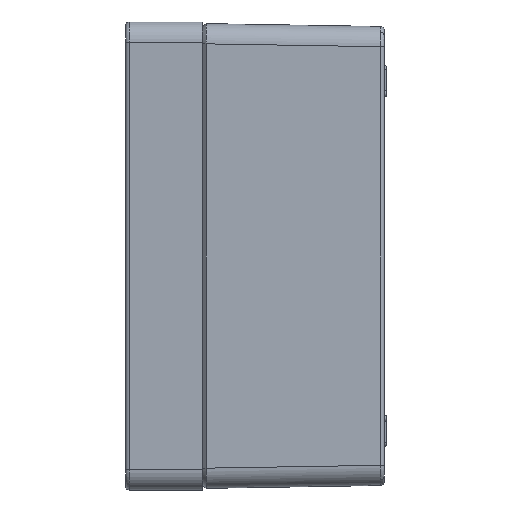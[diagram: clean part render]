
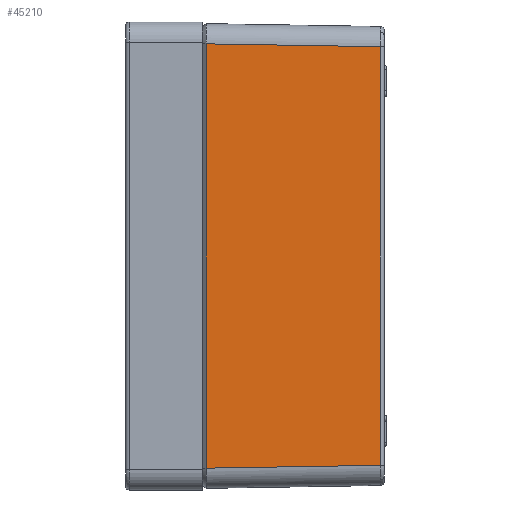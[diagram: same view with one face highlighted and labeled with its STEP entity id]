
A CAD part, left-side view. The second image highlights one B-rep face of the part: STEP entity #45210.
In plain terms, the highlighted planar face has unit normal (-1, -0.016, 0).
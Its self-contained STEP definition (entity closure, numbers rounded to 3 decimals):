
#917 = CARTESIAN_POINT ( 'NONE',  ( -164.938, -3.8, 104.939 ) ) ;
#7496 = DIRECTION ( 'NONE',  ( 0.016, -1., 0. ) ) ;
#9478 = DIRECTION ( 'NONE',  ( 0.016, -1., 0.016 ) ) ;
#11663 = CARTESIAN_POINT ( 'NONE',  ( -164.938, -3.8, -104.969 ) ) ;
#12038 = EDGE_CURVE ( 'NONE', #12134, #36845, #21324, .T. ) ;
#12134 = VERTEX_POINT ( 'NONE', #16908 ) ;
#12974 = LINE ( 'NONE', #27733, #36819 ) ;
#13229 = EDGE_CURVE ( 'NONE', #36845, #55359, #12974, .T. ) ;
#16908 = CARTESIAN_POINT ( 'NONE',  ( -163.531, -90.033, -103.532 ) ) ;
#21324 = LINE ( 'NONE', #38577, #33974 ) ;
#21696 = ORIENTED_EDGE ( 'NONE', *, *, #13229, .T. ) ;
#22250 = CARTESIAN_POINT ( 'NONE',  ( -163.531, -90.033, 103.532 ) ) ;
#25955 = VECTOR ( 'NONE', #9478, 1000. ) ;
#26051 = VERTEX_POINT ( 'NONE', #44107 ) ;
#26196 = AXIS2_PLACEMENT_3D ( 'NONE', #31217, #36004, #7496 ) ;
#27429 = LINE ( 'NONE', #52334, #25955 ) ;
#27733 = CARTESIAN_POINT ( 'NONE',  ( -164.941, -3.589, 104.943 ) ) ;
#31217 = CARTESIAN_POINT ( 'NONE',  ( -165., 0., -115. ) ) ;
#33974 = VECTOR ( 'NONE', #52899, 1000. ) ;
#34050 = EDGE_LOOP ( 'NONE', ( #46551, #59174, #21696, #43429 ) ) ;
#36004 = DIRECTION ( 'NONE',  ( -1., -0.016, 0. ) ) ;
#36819 = VECTOR ( 'NONE', #37307, 1000. ) ;
#36845 = VERTEX_POINT ( 'NONE', #22250 ) ;
#37307 = DIRECTION ( 'NONE',  ( -0.016, 1., 0.016 ) ) ;
#38577 = CARTESIAN_POINT ( 'NONE',  ( -163.531, -90.033, 103.5 ) ) ;
#39380 = FACE_OUTER_BOUND ( 'NONE', #34050, .T. ) ;
#39692 = EDGE_CURVE ( 'NONE', #55359, #26051, #59129, .T. ) ;
#43429 = ORIENTED_EDGE ( 'NONE', *, *, #39692, .T. ) ;
#44107 = CARTESIAN_POINT ( 'NONE',  ( -164.938, -3.8, -104.939 ) ) ;
#44997 = DIRECTION ( 'NONE',  ( 0., 0., -1. ) ) ;
#45210 = ADVANCED_FACE ( 'NONE', ( #39380 ), #59754, .T. ) ;
#45720 = EDGE_CURVE ( 'NONE', #26051, #12134, #27429, .T. ) ;
#46423 = VECTOR ( 'NONE', #44997, 1000. ) ;
#46551 = ORIENTED_EDGE ( 'NONE', *, *, #45720, .T. ) ;
#52334 = CARTESIAN_POINT ( 'NONE',  ( -165.003, 0.163, -105.004 ) ) ;
#52899 = DIRECTION ( 'NONE',  ( 0., 0., 1. ) ) ;
#55359 = VERTEX_POINT ( 'NONE', #917 ) ;
#59129 = LINE ( 'NONE', #11663, #46423 ) ;
#59174 = ORIENTED_EDGE ( 'NONE', *, *, #12038, .T. ) ;
#59754 = PLANE ( 'NONE',  #26196 ) ;
